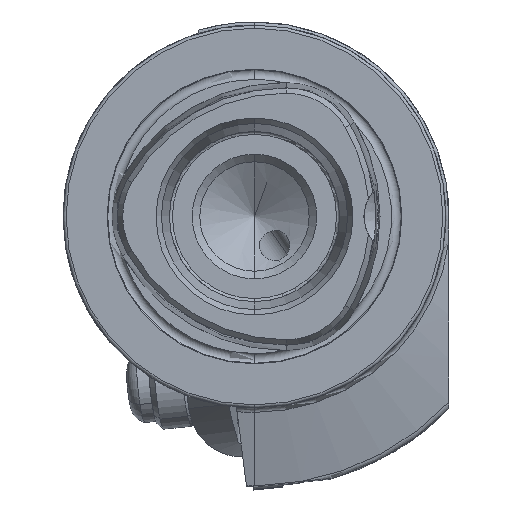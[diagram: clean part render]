
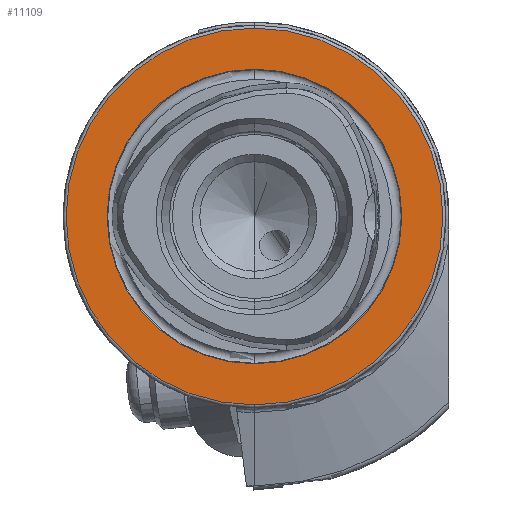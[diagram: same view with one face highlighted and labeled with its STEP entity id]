
A CAD part, left-side view. The second image highlights one B-rep face of the part: STEP entity #11109.
In plain terms, the highlighted planar face has unit normal (-1, 0, 0).
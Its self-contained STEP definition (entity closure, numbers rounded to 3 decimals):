
#717 = AXIS2_PLACEMENT_3D ( 'NONE', #7084, #3599, #5832 ) ;
#1320 = CARTESIAN_POINT ( 'NONE',  ( 0., 0., -31. ) ) ;
#2327 = AXIS2_PLACEMENT_3D ( 'NONE', #12519, #6967, #12919 ) ;
#2800 = CARTESIAN_POINT ( 'NONE',  ( 0., 0., 24.25 ) ) ;
#3206 = ORIENTED_EDGE ( 'NONE', *, *, #3553, .F. ) ;
#3247 = EDGE_LOOP ( 'NONE', ( #11721, #8075 ) ) ;
#3553 = EDGE_CURVE ( 'NONE', #12760, #13609, #6931, .T. ) ;
#3599 = DIRECTION ( 'NONE',  ( -1., 0., 0. ) ) ;
#3638 = AXIS2_PLACEMENT_3D ( 'NONE', #13757, #3763, #4867 ) ;
#3763 = DIRECTION ( 'NONE',  ( -1., 0., 0. ) ) ;
#4129 = DIRECTION ( 'NONE',  ( -1., 0., 0. ) ) ;
#4290 = CARTESIAN_POINT ( 'NONE',  ( 0., 0., 31. ) ) ;
#4867 = DIRECTION ( 'NONE',  ( 0., 0., 1. ) ) ;
#5832 = DIRECTION ( 'NONE',  ( 0., 0., 1. ) ) ;
#5910 = FACE_BOUND ( 'NONE', #14236, .T. ) ;
#6434 = FACE_OUTER_BOUND ( 'NONE', #3247, .T. ) ;
#6931 = CIRCLE ( 'NONE', #717, 24.25 ) ;
#6967 = DIRECTION ( 'NONE',  ( 1., 0., 0. ) ) ;
#7084 = CARTESIAN_POINT ( 'NONE',  ( 0., 0., 0. ) ) ;
#7092 = DIRECTION ( 'NONE',  ( -1., 0., 0. ) ) ;
#7962 = CIRCLE ( 'NONE', #8947, 24.25 ) ;
#8075 = ORIENTED_EDGE ( 'NONE', *, *, #11059, .T. ) ;
#8553 = CIRCLE ( 'NONE', #13204, 31. ) ;
#8604 = DIRECTION ( 'NONE',  ( 0., 0., 1. ) ) ;
#8753 = ORIENTED_EDGE ( 'NONE', *, *, #11540, .F. ) ;
#8947 = AXIS2_PLACEMENT_3D ( 'NONE', #12556, #7092, #11478 ) ;
#9683 = CARTESIAN_POINT ( 'NONE',  ( 0., 0., -24.25 ) ) ;
#10425 = PLANE ( 'NONE',  #2327 ) ;
#10752 = CARTESIAN_POINT ( 'NONE',  ( 0., 0., 0. ) ) ;
#11059 = EDGE_CURVE ( 'NONE', #12018, #13885, #12889, .T. ) ;
#11109 = ADVANCED_FACE ( 'NONE', ( #5910, #6434 ), #10425, .F. ) ;
#11478 = DIRECTION ( 'NONE',  ( 0., 0., 1. ) ) ;
#11540 = EDGE_CURVE ( 'NONE', #13609, #12760, #7962, .T. ) ;
#11721 = ORIENTED_EDGE ( 'NONE', *, *, #14363, .T. ) ;
#12018 = VERTEX_POINT ( 'NONE', #1320 ) ;
#12519 = CARTESIAN_POINT ( 'NONE',  ( 0., 24.25, 0. ) ) ;
#12556 = CARTESIAN_POINT ( 'NONE',  ( 0., 0., 0. ) ) ;
#12760 = VERTEX_POINT ( 'NONE', #9683 ) ;
#12889 = CIRCLE ( 'NONE', #3638, 31. ) ;
#12919 = DIRECTION ( 'NONE',  ( 0., 0., -1. ) ) ;
#13204 = AXIS2_PLACEMENT_3D ( 'NONE', #10752, #4129, #8604 ) ;
#13609 = VERTEX_POINT ( 'NONE', #2800 ) ;
#13757 = CARTESIAN_POINT ( 'NONE',  ( 0., 0., 0. ) ) ;
#13885 = VERTEX_POINT ( 'NONE', #4290 ) ;
#14236 = EDGE_LOOP ( 'NONE', ( #8753, #3206 ) ) ;
#14363 = EDGE_CURVE ( 'NONE', #13885, #12018, #8553, .T. ) ;
